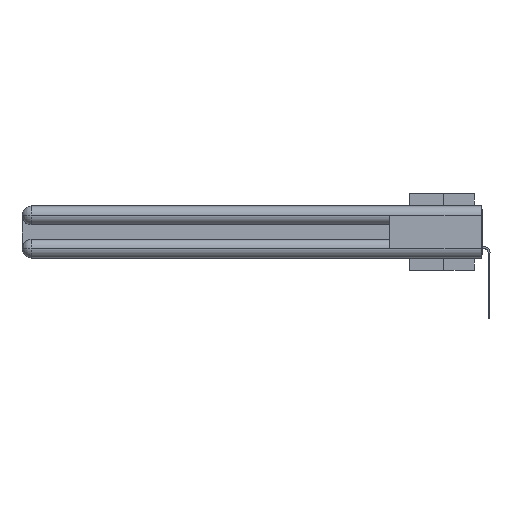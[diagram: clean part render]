
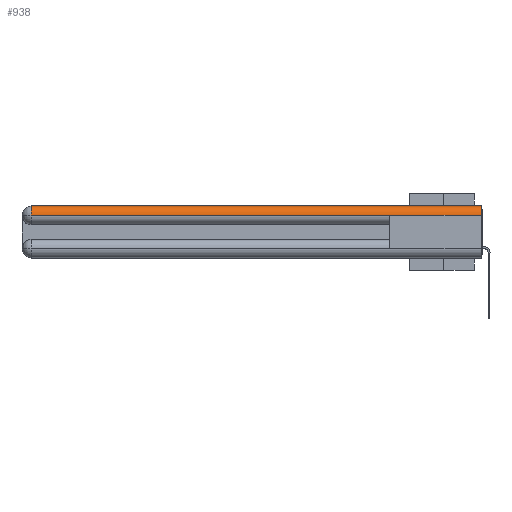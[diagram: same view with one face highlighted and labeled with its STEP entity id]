
A CAD part, left-side view. The second image highlights one B-rep face of the part: STEP entity #938.
In plain terms, the highlighted cylindrical face has radius 1.562 mm (diameter 3.124 mm), a partial arc.
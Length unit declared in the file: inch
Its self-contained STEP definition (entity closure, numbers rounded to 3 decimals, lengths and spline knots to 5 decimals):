
#938 = ADVANCED_FACE ( 'NONE', ( #12401 ), #25968, .T. ) ;
#1308 = CARTESIAN_POINT ( 'NONE',  ( 0.0615, 2.94, 0. ) ) ;
#1429 = CARTESIAN_POINT ( 'NONE',  ( 0.0615, 0., -0.0615 ) ) ;
#2160 = DIRECTION ( 'NONE',  ( 0., 1., 0. ) ) ;
#2605 = VECTOR ( 'NONE', #11255, 39.37008 ) ;
#2737 = VERTEX_POINT ( 'NONE', #1308 ) ;
#2861 = VECTOR ( 'NONE', #16636, 39.37008 ) ;
#3442 = DIRECTION ( 'NONE',  ( 0., -1., 0. ) ) ;
#5746 = VERTEX_POINT ( 'NONE', #18994 ) ;
#7900 = EDGE_CURVE ( 'NONE', #2737, #10568, #17941, .T. ) ;
#9788 = ORIENTED_EDGE ( 'NONE', *, *, #12911, .F. ) ;
#10568 = VERTEX_POINT ( 'NONE', #30706 ) ;
#11121 = DIRECTION ( 'NONE',  ( 1., 0., 0. ) ) ;
#11255 = DIRECTION ( 'NONE',  ( 0., -1., 0. ) ) ;
#12401 = FACE_OUTER_BOUND ( 'NONE', #15923, .T. ) ;
#12911 = EDGE_CURVE ( 'NONE', #29820, #5746, #23519, .T. ) ;
#13045 = EDGE_CURVE ( 'NONE', #16761, #29820, #23109, .T. ) ;
#14058 = LINE ( 'NONE', #24520, #26479 ) ;
#14249 = CARTESIAN_POINT ( 'NONE',  ( 0., 3., -0.0615 ) ) ;
#14627 = DIRECTION ( 'NONE',  ( 0., -1., 0. ) ) ;
#15923 = EDGE_LOOP ( 'NONE', ( #19587, #25326, #26469, #9788, #24385 ) ) ;
#16636 = DIRECTION ( 'NONE',  ( 0., 1., 0. ) ) ;
#16761 = VERTEX_POINT ( 'NONE', #23570 ) ;
#17941 = CIRCLE ( 'NONE', #20393, 0.0615 ) ;
#18313 = EDGE_CURVE ( 'NONE', #10568, #5746, #22475, .T. ) ;
#18353 = CARTESIAN_POINT ( 'NONE',  ( 0.0615, 2.94, -0.0615 ) ) ;
#18994 = CARTESIAN_POINT ( 'NONE',  ( 0., 0.6, -0.0615 ) ) ;
#19587 = ORIENTED_EDGE ( 'NONE', *, *, #21909, .F. ) ;
#20393 = AXIS2_PLACEMENT_3D ( 'NONE', #18353, #3442, #20863 ) ;
#20863 = DIRECTION ( 'NONE',  ( 0., 0., 1. ) ) ;
#21141 = CARTESIAN_POINT ( 'NONE',  ( 0., 3., -0.0615 ) ) ;
#21909 = EDGE_CURVE ( 'NONE', #2737, #16761, #14058, .T. ) ;
#22475 = LINE ( 'NONE', #21141, #2605 ) ;
#22717 = CARTESIAN_POINT ( 'NONE',  ( 0., 0., -0.0615 ) ) ;
#23109 = CIRCLE ( 'NONE', #31509, 0.0615 ) ;
#23519 = LINE ( 'NONE', #14249, #2861 ) ;
#23570 = CARTESIAN_POINT ( 'NONE',  ( 0.0615, 0., 0. ) ) ;
#24034 = DIRECTION ( 'NONE',  ( 0., -1., 0. ) ) ;
#24385 = ORIENTED_EDGE ( 'NONE', *, *, #13045, .F. ) ;
#24520 = CARTESIAN_POINT ( 'NONE',  ( 0.0615, 0., 0. ) ) ;
#25326 = ORIENTED_EDGE ( 'NONE', *, *, #7900, .T. ) ;
#25968 = CYLINDRICAL_SURFACE ( 'NONE', #27314, 0.0615 ) ;
#26469 = ORIENTED_EDGE ( 'NONE', *, *, #18313, .T. ) ;
#26479 = VECTOR ( 'NONE', #14627, 39.37008 ) ;
#27314 = AXIS2_PLACEMENT_3D ( 'NONE', #31924, #2160, #29224 ) ;
#29224 = DIRECTION ( 'NONE',  ( 0., 0., 1. ) ) ;
#29820 = VERTEX_POINT ( 'NONE', #22717 ) ;
#30706 = CARTESIAN_POINT ( 'NONE',  ( 0., 2.94, -0.0615 ) ) ;
#31509 = AXIS2_PLACEMENT_3D ( 'NONE', #1429, #24034, #11121 ) ;
#31924 = CARTESIAN_POINT ( 'NONE',  ( 0.0615, 0., -0.0615 ) ) ;
